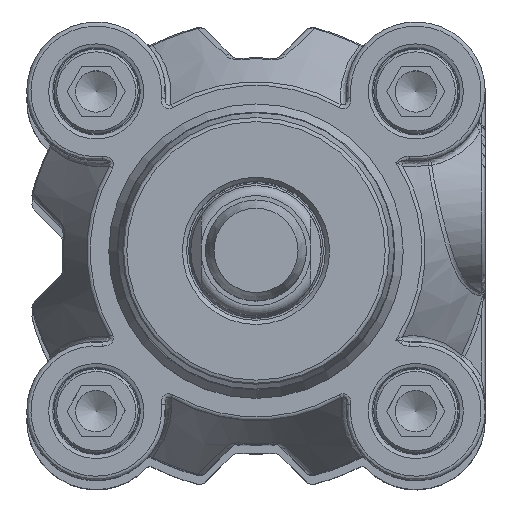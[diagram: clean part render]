
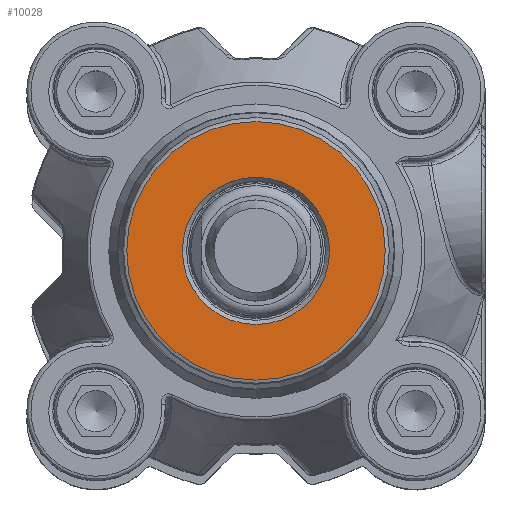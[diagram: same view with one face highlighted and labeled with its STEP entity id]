
A CAD part, top view. The second image highlights one B-rep face of the part: STEP entity #10028.
In plain terms, the highlighted planar face has unit normal (0, 0, 1).
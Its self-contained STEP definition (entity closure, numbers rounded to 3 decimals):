
#9902=CARTESIAN_POINT('',(8.75,0.,349.5));
#9903=VERTEX_POINT('',#9902);
#9904=CARTESIAN_POINT('',(0.0,0.0,349.5));
#9905=DIRECTION('',(0.0,0.0,1.0));
#9906=DIRECTION('',(-1.0,0.0,0.0));
#9907=AXIS2_PLACEMENT_3D('',#9904,#9905,#9906);
#9908=CIRCLE('',#9907,8.75);
#9909=EDGE_CURVE('',#9903,#9903,#9908,.T.);
#10009=CARTESIAN_POINT('',(7.683,0.0,349.5));
#10010=DIRECTION('',(0.0,0.0,1.0));
#10011=DIRECTION('',(1.0,0.0,0.0));
#10012=AXIS2_PLACEMENT_3D('',#10009,#10010,#10011);
#10013=PLANE('',#10012);
#10014=CARTESIAN_POINT('',(15.366,0.0,349.5));
#10015=VERTEX_POINT('',#10014);
#10016=CARTESIAN_POINT('',(0.0,0.0,349.5));
#10017=DIRECTION('',(0.0,0.0,1.0));
#10018=DIRECTION('',(1.0,0.0,0.0));
#10019=AXIS2_PLACEMENT_3D('',#10016,#10017,#10018);
#10020=CIRCLE('',#10019,15.366);
#10021=EDGE_CURVE('',#10015,#10015,#10020,.T.);
#10022=ORIENTED_EDGE('',*,*,#10021,.T.);
#10023=EDGE_LOOP('',(#10022));
#10024=FACE_OUTER_BOUND('',#10023,.T.);
#10025=ORIENTED_EDGE('',*,*,#9909,.F.);
#10026=EDGE_LOOP('',(#10025));
#10027=FACE_BOUND('',#10026,.T.);
#10028=ADVANCED_FACE('',(#10024,#10027),#10013,.T.);
